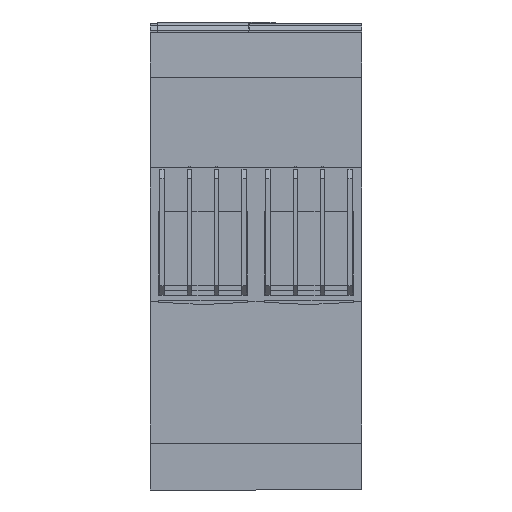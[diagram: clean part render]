
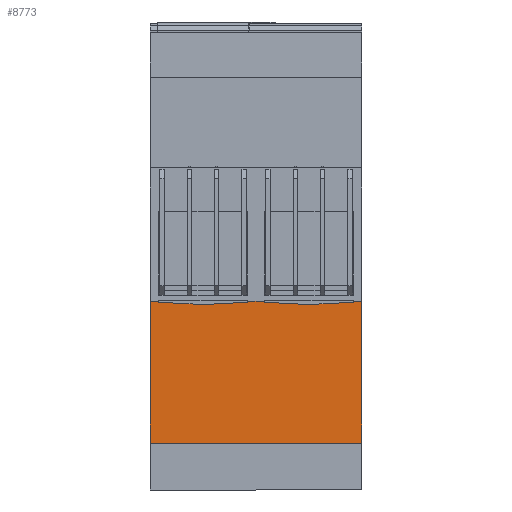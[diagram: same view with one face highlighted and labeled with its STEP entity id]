
A CAD part, front view. The second image highlights one B-rep face of the part: STEP entity #8773.
In plain terms, the highlighted planar face has unit normal (0, -1, 0).
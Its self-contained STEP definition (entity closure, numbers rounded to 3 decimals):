
#434=FACE_OUTER_BOUND('',#882,.T.);
#882=EDGE_LOOP('',(#6438,#6439,#6440,#6441,#6442,#6443,#6444,#6445,#6446,
#6447,#6448,#6449,#6450,#6451,#6452,#6453,#6454,#6455,#6456,#6457,#6458,
#6459));
#1675=LINE('',#13135,#2767);
#1676=LINE('',#13137,#2768);
#1677=LINE('',#13139,#2769);
#1678=LINE('',#13141,#2770);
#1679=LINE('',#13143,#2771);
#1680=LINE('',#13145,#2772);
#1681=LINE('',#13147,#2773);
#1682=LINE('',#13149,#2774);
#1683=LINE('',#13151,#2775);
#1684=LINE('',#13153,#2776);
#1685=LINE('',#13155,#2777);
#1686=LINE('',#13157,#2778);
#1687=LINE('',#13159,#2779);
#1688=LINE('',#13161,#2780);
#1689=LINE('',#13163,#2781);
#1690=LINE('',#13165,#2782);
#1691=LINE('',#13167,#2783);
#1692=LINE('',#13169,#2784);
#1693=LINE('',#13171,#2785);
#1694=LINE('',#13173,#2786);
#1695=LINE('',#13175,#2787);
#1696=LINE('',#13176,#2788);
#2767=VECTOR('',#10646,0.4);
#2768=VECTOR('',#10647,2.);
#2769=VECTOR('',#10648,0.121);
#2770=VECTOR('',#10649,7.46);
#2771=VECTOR('',#10650,7.46);
#2772=VECTOR('',#10651,0.121);
#2773=VECTOR('',#10652,2.);
#2774=VECTOR('',#10653,0.4);
#2775=VECTOR('',#10654,10.);
#2776=VECTOR('',#10655,10.);
#2777=VECTOR('',#10656,10.);
#2778=VECTOR('',#10657,10.);
#2779=VECTOR('',#10658,10.);
#2780=VECTOR('',#10659,0.4);
#2781=VECTOR('',#10660,2.);
#2782=VECTOR('',#10661,0.121);
#2783=VECTOR('',#10662,7.46);
#2784=VECTOR('',#10663,7.46);
#2785=VECTOR('',#10664,0.121);
#2786=VECTOR('',#10665,2.);
#2787=VECTOR('',#10666,0.4);
#2788=VECTOR('',#10667,10.);
#3768=VERTEX_POINT('',#13133);
#3769=VERTEX_POINT('',#13134);
#3770=VERTEX_POINT('',#13136);
#3771=VERTEX_POINT('',#13138);
#3772=VERTEX_POINT('',#13140);
#3773=VERTEX_POINT('',#13142);
#3774=VERTEX_POINT('',#13144);
#3775=VERTEX_POINT('',#13146);
#3776=VERTEX_POINT('',#13148);
#3777=VERTEX_POINT('',#13150);
#3778=VERTEX_POINT('',#13152);
#3779=VERTEX_POINT('',#13154);
#3780=VERTEX_POINT('',#13156);
#3781=VERTEX_POINT('',#13158);
#3782=VERTEX_POINT('',#13160);
#3783=VERTEX_POINT('',#13162);
#3784=VERTEX_POINT('',#13164);
#3785=VERTEX_POINT('',#13166);
#3786=VERTEX_POINT('',#13168);
#3787=VERTEX_POINT('',#13170);
#3788=VERTEX_POINT('',#13172);
#3789=VERTEX_POINT('',#13174);
#4768=EDGE_CURVE('',#3768,#3769,#1675,.T.);
#4769=EDGE_CURVE('',#3770,#3768,#1676,.T.);
#4770=EDGE_CURVE('',#3771,#3770,#1677,.T.);
#4771=EDGE_CURVE('',#3772,#3771,#1678,.T.);
#4772=EDGE_CURVE('',#3773,#3772,#1679,.T.);
#4773=EDGE_CURVE('',#3773,#3774,#1680,.T.);
#4774=EDGE_CURVE('',#3775,#3774,#1681,.T.);
#4775=EDGE_CURVE('',#3776,#3775,#1682,.T.);
#4776=EDGE_CURVE('',#3777,#3776,#1683,.T.);
#4777=EDGE_CURVE('',#3778,#3777,#1684,.T.);
#4778=EDGE_CURVE('',#3778,#3779,#1685,.T.);
#4779=EDGE_CURVE('',#3780,#3779,#1686,.T.);
#4780=EDGE_CURVE('',#3781,#3780,#1687,.T.);
#4781=EDGE_CURVE('',#3782,#3781,#1688,.T.);
#4782=EDGE_CURVE('',#3783,#3782,#1689,.T.);
#4783=EDGE_CURVE('',#3784,#3783,#1690,.T.);
#4784=EDGE_CURVE('',#3785,#3784,#1691,.T.);
#4785=EDGE_CURVE('',#3786,#3785,#1692,.T.);
#4786=EDGE_CURVE('',#3786,#3787,#1693,.T.);
#4787=EDGE_CURVE('',#3788,#3787,#1694,.T.);
#4788=EDGE_CURVE('',#3789,#3788,#1695,.T.);
#4789=EDGE_CURVE('',#3769,#3789,#1696,.T.);
#6438=ORIENTED_EDGE('',*,*,#4768,.F.);
#6439=ORIENTED_EDGE('',*,*,#4769,.F.);
#6440=ORIENTED_EDGE('',*,*,#4770,.F.);
#6441=ORIENTED_EDGE('',*,*,#4771,.F.);
#6442=ORIENTED_EDGE('',*,*,#4772,.F.);
#6443=ORIENTED_EDGE('',*,*,#4773,.T.);
#6444=ORIENTED_EDGE('',*,*,#4774,.F.);
#6445=ORIENTED_EDGE('',*,*,#4775,.F.);
#6446=ORIENTED_EDGE('',*,*,#4776,.F.);
#6447=ORIENTED_EDGE('',*,*,#4777,.F.);
#6448=ORIENTED_EDGE('',*,*,#4778,.T.);
#6449=ORIENTED_EDGE('',*,*,#4779,.F.);
#6450=ORIENTED_EDGE('',*,*,#4780,.F.);
#6451=ORIENTED_EDGE('',*,*,#4781,.F.);
#6452=ORIENTED_EDGE('',*,*,#4782,.F.);
#6453=ORIENTED_EDGE('',*,*,#4783,.F.);
#6454=ORIENTED_EDGE('',*,*,#4784,.F.);
#6455=ORIENTED_EDGE('',*,*,#4785,.F.);
#6456=ORIENTED_EDGE('',*,*,#4786,.T.);
#6457=ORIENTED_EDGE('',*,*,#4787,.F.);
#6458=ORIENTED_EDGE('',*,*,#4788,.F.);
#6459=ORIENTED_EDGE('',*,*,#4789,.F.);
#7993=PLANE('',#9290);
#8773=ADVANCED_FACE('',(#434),#7993,.T.);
#9290=AXIS2_PLACEMENT_3D('',#13132,#10644,#10645);
#10644=DIRECTION('center_axis',(0.,-1.,0.));
#10645=DIRECTION('ref_axis',(0.,0.,-1.));
#10646=DIRECTION('',(0.,0.,1.));
#10647=DIRECTION('',(1.,0.,0.));
#10648=DIRECTION('',(0.,0.,1.));
#10649=DIRECTION('',(0.999,0.,0.052));
#10650=DIRECTION('',(0.999,0.,-0.052));
#10651=DIRECTION('',(0.,0.,1.));
#10652=DIRECTION('',(1.,0.,0.));
#10653=DIRECTION('',(0.,0.,-1.));
#10654=DIRECTION('',(1.,0.,0.));
#10655=DIRECTION('',(0.,0.,1.));
#10656=DIRECTION('',(1.,0.,0.));
#10657=DIRECTION('',(0.,0.,-1.));
#10658=DIRECTION('',(1.,0.,0.));
#10659=DIRECTION('',(0.,0.,1.));
#10660=DIRECTION('',(1.,0.,0.));
#10661=DIRECTION('',(0.,0.,1.));
#10662=DIRECTION('',(0.999,0.,0.052));
#10663=DIRECTION('',(0.999,0.,-0.052));
#10664=DIRECTION('',(0.,0.,1.));
#10665=DIRECTION('',(1.,0.,0.));
#10666=DIRECTION('',(0.,0.,-1.));
#10667=DIRECTION('',(1.,0.,0.));
#13132=CARTESIAN_POINT('Origin',(-22.5,-39.133,40.088));
#13133=CARTESIAN_POINT('',(-1.8,-39.133,39.898));
#13134=CARTESIAN_POINT('',(-1.8,-39.133,40.088));
#13135=CARTESIAN_POINT('',(-1.8,-39.133,39.898));
#13136=CARTESIAN_POINT('',(-3.8,-39.133,39.898));
#13137=CARTESIAN_POINT('',(-3.8,-39.133,39.898));
#13138=CARTESIAN_POINT('',(-3.8,-39.133,39.777));
#13139=CARTESIAN_POINT('',(-3.8,-39.133,39.777));
#13140=CARTESIAN_POINT('',(-11.25,-39.133,39.387));
#13141=CARTESIAN_POINT('',(-11.25,-39.133,39.387));
#13142=CARTESIAN_POINT('',(-18.7,-39.133,39.777));
#13143=CARTESIAN_POINT('',(-18.7,-39.133,39.777));
#13144=CARTESIAN_POINT('',(-18.7,-39.133,39.898));
#13145=CARTESIAN_POINT('',(-18.7,-39.133,39.777));
#13146=CARTESIAN_POINT('',(-20.7,-39.133,39.898));
#13147=CARTESIAN_POINT('',(-20.7,-39.133,39.898));
#13148=CARTESIAN_POINT('',(-20.7,-39.133,40.088));
#13149=CARTESIAN_POINT('',(-20.7,-39.133,59.098));
#13150=CARTESIAN_POINT('',(-22.5,-39.133,40.088));
#13151=CARTESIAN_POINT('',(-22.5,-39.133,40.088));
#13152=CARTESIAN_POINT('',(-22.5,-39.133,9.958));
#13153=CARTESIAN_POINT('',(-22.5,-39.133,9.958));
#13154=CARTESIAN_POINT('',(22.5,-39.133,9.958));
#13155=CARTESIAN_POINT('',(-22.5,-39.133,9.958));
#13156=CARTESIAN_POINT('',(22.5,-39.133,40.088));
#13157=CARTESIAN_POINT('',(22.5,-39.133,9.958));
#13158=CARTESIAN_POINT('',(20.7,-39.133,40.088));
#13159=CARTESIAN_POINT('',(-22.5,-39.133,40.088));
#13160=CARTESIAN_POINT('',(20.7,-39.133,39.898));
#13161=CARTESIAN_POINT('',(20.7,-39.133,39.898));
#13162=CARTESIAN_POINT('',(18.7,-39.133,39.898));
#13163=CARTESIAN_POINT('',(18.7,-39.133,39.898));
#13164=CARTESIAN_POINT('',(18.7,-39.133,39.777));
#13165=CARTESIAN_POINT('',(18.7,-39.133,39.777));
#13166=CARTESIAN_POINT('',(11.25,-39.133,39.387));
#13167=CARTESIAN_POINT('',(11.25,-39.133,39.387));
#13168=CARTESIAN_POINT('',(3.8,-39.133,39.777));
#13169=CARTESIAN_POINT('',(3.8,-39.133,39.777));
#13170=CARTESIAN_POINT('',(3.8,-39.133,39.898));
#13171=CARTESIAN_POINT('',(3.8,-39.133,39.777));
#13172=CARTESIAN_POINT('',(1.8,-39.133,39.898));
#13173=CARTESIAN_POINT('',(1.8,-39.133,39.898));
#13174=CARTESIAN_POINT('',(1.8,-39.133,40.088));
#13175=CARTESIAN_POINT('',(1.8,-39.133,59.098));
#13176=CARTESIAN_POINT('',(-22.5,-39.133,40.088));
